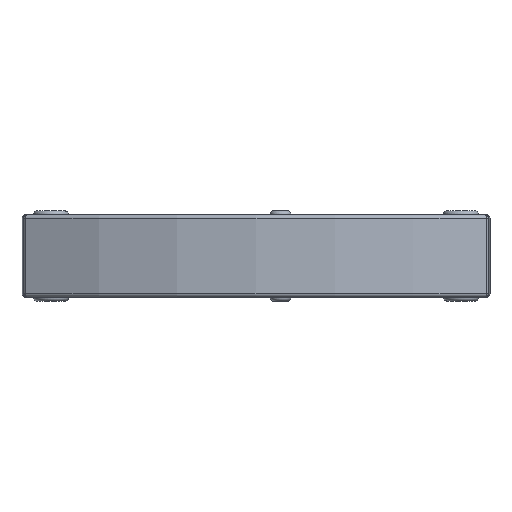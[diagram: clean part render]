
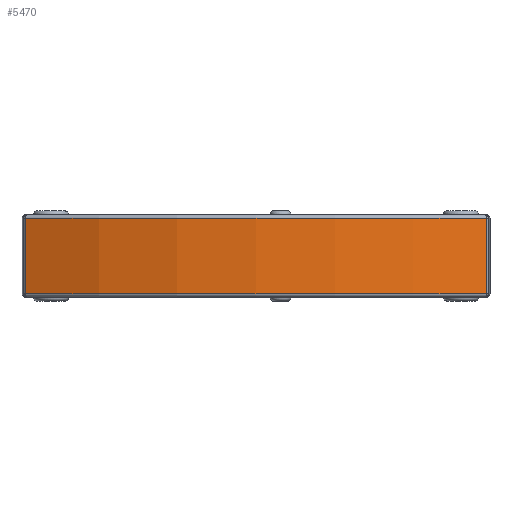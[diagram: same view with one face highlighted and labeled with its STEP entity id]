
A CAD part, left-side view. The second image highlights one B-rep face of the part: STEP entity #5470.
In plain terms, the highlighted cylindrical face has radius 117.3 mm (diameter 234.599 mm), a partial arc.
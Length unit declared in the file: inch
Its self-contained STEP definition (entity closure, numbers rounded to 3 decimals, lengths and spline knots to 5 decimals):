
#5204=CARTESIAN_POINT('',(-1.46584,2.07298,-0.33875));
#5205=VERTEX_POINT('',#5204);
#5222=CARTESIAN_POINT('',(-1.46584,-2.07298,-0.33875));
#5223=VERTEX_POINT('',#5222);
#5231=CARTESIAN_POINT('',(2.66085,0.,-0.33875));
#5232=DIRECTION('',(0.0,0.0,-1.0));
#5233=DIRECTION('',(-1.0,0.0,0.0));
#5234=AXIS2_PLACEMENT_3D('',#5231,#5232,#5233);
#5235=CIRCLE('',#5234,4.6181);
#5236=EDGE_CURVE('',#5223,#5205,#5235,.T.);
#5427=CARTESIAN_POINT('',(-1.46584,2.07298,0.33875));
#5428=VERTEX_POINT('',#5427);
#5429=CARTESIAN_POINT('',(-1.46584,2.07298,-0.33875));
#5430=DIRECTION('',(0.0,0.0,1.0));
#5431=VECTOR('',#5430,0.6775);
#5432=LINE('',#5429,#5431);
#5433=EDGE_CURVE('',#5205,#5428,#5432,.T.);
#5446=CARTESIAN_POINT('',(2.66085,0.,0.0));
#5447=DIRECTION('',(0.0,0.0,1.0));
#5448=DIRECTION('',(-0.894,0.449,0.0));
#5449=AXIS2_PLACEMENT_3D('',#5446,#5447,#5448);
#5450=CYLINDRICAL_SURFACE('',#5449,4.6181);
#5451=ORIENTED_EDGE('',*,*,#5236,.F.);
#5452=CARTESIAN_POINT('',(-1.46584,-2.07298,0.33875));
#5453=VERTEX_POINT('',#5452);
#5454=CARTESIAN_POINT('',(-1.46584,-2.07298,-0.33875));
#5455=DIRECTION('',(0.0,0.0,1.0));
#5456=VECTOR('',#5455,0.6775);
#5457=LINE('',#5454,#5456);
#5458=EDGE_CURVE('',#5223,#5453,#5457,.T.);
#5459=ORIENTED_EDGE('',*,*,#5458,.T.);
#5460=CARTESIAN_POINT('',(2.66085,0.,0.33875));
#5461=DIRECTION('',(0.0,0.0,1.0));
#5462=DIRECTION('',(-1.0,0.0,0.0));
#5463=AXIS2_PLACEMENT_3D('',#5460,#5461,#5462);
#5464=CIRCLE('',#5463,4.6181);
#5465=EDGE_CURVE('',#5428,#5453,#5464,.T.);
#5466=ORIENTED_EDGE('',*,*,#5465,.F.);
#5467=ORIENTED_EDGE('',*,*,#5433,.F.);
#5468=EDGE_LOOP('',(#5451,#5459,#5466,#5467));
#5469=FACE_OUTER_BOUND('',#5468,.T.);
#5470=ADVANCED_FACE('',(#5469),#5450,.T.);
